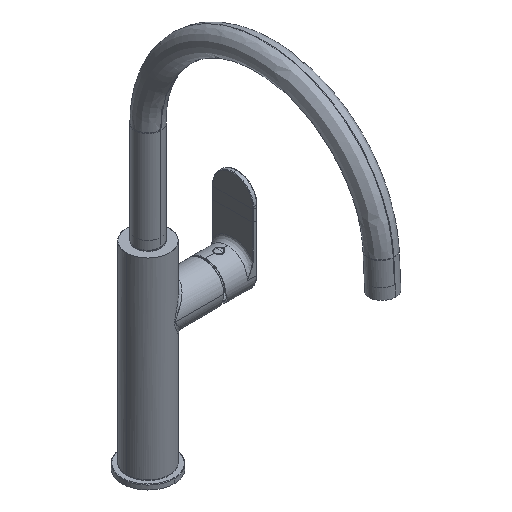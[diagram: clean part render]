
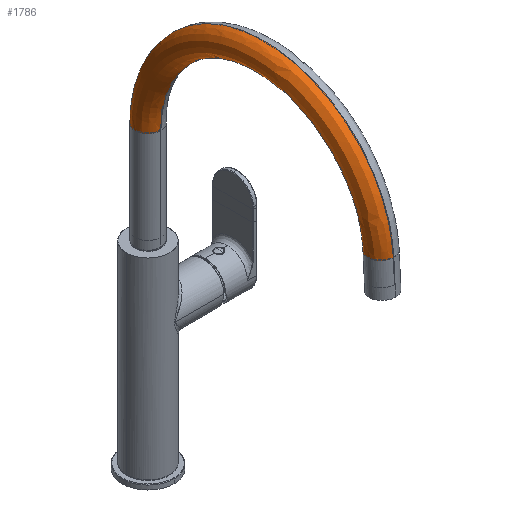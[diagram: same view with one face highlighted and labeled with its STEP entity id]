
A CAD part, isometric view. The second image highlights one B-rep face of the part: STEP entity #1786.
In plain terms, the highlighted free-form (B-spline) face has degree [2, 2] with [9, 9] control points.
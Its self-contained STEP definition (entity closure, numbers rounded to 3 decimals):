
#1786=ADVANCED_FACE('',(#4420),#38935,.T.);
#4420=FACE_OUTER_BOUND('',#7283,.T.);
#7283=EDGE_LOOP('',(#14296,#14297,#14298,#14299));
#14296=ORIENTED_EDGE('',*,*,#24473,.F.);
#14297=ORIENTED_EDGE('',*,*,#24475,.T.);
#14298=ORIENTED_EDGE('',*,*,#24474,.T.);
#14299=ORIENTED_EDGE('',*,*,#24476,.F.);
#24473=EDGE_CURVE('',#36508,#36509,#28672,.T.);
#24474=EDGE_CURVE('',#36510,#36511,#28673,.T.);
#24475=EDGE_CURVE('',#36508,#36510,#28674,.T.);
#24476=EDGE_CURVE('',#36509,#36511,#28675,.T.);
#28672=(
BOUNDED_CURVE()
B_SPLINE_CURVE(2,(#63365,#63366,#63367,#63368,#63369),.UNSPECIFIED.,.F.,
 .F.)
B_SPLINE_CURVE_WITH_KNOTS((3,2,3),(-37.699,-18.85,
0.),.UNSPECIFIED.)
CURVE()
GEOMETRIC_REPRESENTATION_ITEM()
RATIONAL_B_SPLINE_CURVE((1.,0.707,1.,0.707,1.))
REPRESENTATION_ITEM('')
);
#28673=(
BOUNDED_CURVE()
B_SPLINE_CURVE(2,(#63370,#63371,#63372,#63373,#63374),.UNSPECIFIED.,.F.,
 .F.)
B_SPLINE_CURVE_WITH_KNOTS((3,2,3),(-37.699,-18.85,
0.),.UNSPECIFIED.)
CURVE()
GEOMETRIC_REPRESENTATION_ITEM()
RATIONAL_B_SPLINE_CURVE((1.,0.707,1.,0.707,1.))
REPRESENTATION_ITEM('')
);
#28674=(
BOUNDED_CURVE()
B_SPLINE_CURVE(2,(#63375,#63376,#63377,#63378,#63379),.UNSPECIFIED.,.F.,
 .F.)
B_SPLINE_CURVE_WITH_KNOTS((3,2,3),(-300.429,-150.214,
0.),.UNSPECIFIED.)
CURVE()
GEOMETRIC_REPRESENTATION_ITEM()
RATIONAL_B_SPLINE_CURVE((1.,0.716,1.,0.716,1.))
REPRESENTATION_ITEM('')
);
#28675=(
BOUNDED_CURVE()
B_SPLINE_CURVE(2,(#63380,#63381,#63382,#63383,#63384),.UNSPECIFIED.,.F.,
 .F.)
B_SPLINE_CURVE_WITH_KNOTS((3,2,3),(343.22,511.97,680.72),
 .UNSPECIFIED.)
CURVE()
GEOMETRIC_REPRESENTATION_ITEM()
RATIONAL_B_SPLINE_CURVE((1.,0.716,1.,0.716,1.))
REPRESENTATION_ITEM('')
);
#36508=VERTEX_POINT('',#63314);
#36509=VERTEX_POINT('',#63315);
#36510=VERTEX_POINT('',#63316);
#36511=VERTEX_POINT('',#63317);
#38935=(
BOUNDED_SURFACE()
B_SPLINE_SURFACE(2,2,((#62699,#62700,#62701,#62702,#62703,#62704,#62705,
#62706,#62707),(#62708,#62709,#62710,#62711,#62712,#62713,#62714,#62715,
#62716),(#62717,#62718,#62719,#62720,#62721,#62722,#62723,#62724,#62725),
(#62726,#62727,#62728,#62729,#62730,#62731,#62732,#62733,#62734),(#62735,
#62736,#62737,#62738,#62739,#62740,#62741,#62742,#62743),(#62744,#62745,
#62746,#62747,#62748,#62749,#62750,#62751,#62752),(#62753,#62754,#62755,
#62756,#62757,#62758,#62759,#62760,#62761),(#62762,#62763,#62764,#62765,
#62766,#62767,#62768,#62769,#62770),(#62771,#62772,#62773,#62774,#62775,
#62776,#62777,#62778,#62779)),.UNSPECIFIED.,.T.,.F.,.F.)
B_SPLINE_SURFACE_WITH_KNOTS((3,2,2,2,3),(3,2,2,2,3),(0.,171.61,
343.22,514.83,686.44),(0.,18.85,
37.699,56.549,75.398),.UNSPECIFIED.)
GEOMETRIC_REPRESENTATION_ITEM()
RATIONAL_B_SPLINE_SURFACE(((1.,0.707,1.,0.707,1.,
0.707,1.,0.707,1.),(0.707,0.5,0.707,
0.5,0.707,0.5,0.707,0.5,0.707),(1.,
0.707,1.,0.707,1.,0.707,1.,0.707,
1.),(0.707,0.5,0.707,0.5,0.707,0.5,
0.707,0.5,0.707),(1.,0.707,1.,0.707,
1.,0.707,1.,0.707,1.),(0.707,0.5,0.707,
0.5,0.707,0.5,0.707,0.5,0.707),(1.,
0.707,1.,0.707,1.,0.707,1.,0.707,
1.),(0.707,0.5,0.707,0.5,0.707,0.5,
0.707,0.5,0.707),(1.,0.707,1.,0.707,
1.,0.707,1.,0.707,1.)))
REPRESENTATION_ITEM('')
SURFACE()
);
#62699=CARTESIAN_POINT('',(-230.501,95.25,0.));
#62700=CARTESIAN_POINT('',(-230.501,95.25,12.));
#62701=CARTESIAN_POINT('',(-218.501,95.25,12.));
#62702=CARTESIAN_POINT('',(-206.501,95.25,12.));
#62703=CARTESIAN_POINT('',(-206.501,95.25,0.));
#62704=CARTESIAN_POINT('',(-206.501,95.25,-12.));
#62705=CARTESIAN_POINT('',(-218.501,95.25,-12.));
#62706=CARTESIAN_POINT('',(-230.501,95.25,-12.));
#62707=CARTESIAN_POINT('',(-230.501,95.25,0.));
#62708=CARTESIAN_POINT('',(-230.501,-26.001,0.));
#62709=CARTESIAN_POINT('',(-230.501,-26.001,12.));
#62710=CARTESIAN_POINT('',(-218.501,-14.001,12.));
#62711=CARTESIAN_POINT('',(-206.501,-2.001,12.));
#62712=CARTESIAN_POINT('',(-206.501,-2.001,0.));
#62713=CARTESIAN_POINT('',(-206.501,-2.001,-12.));
#62714=CARTESIAN_POINT('',(-218.501,-14.001,-12.));
#62715=CARTESIAN_POINT('',(-230.501,-26.001,-12.));
#62716=CARTESIAN_POINT('',(-230.501,-26.001,0.));
#62717=CARTESIAN_POINT('',(-109.25,-26.001,0.));
#62718=CARTESIAN_POINT('',(-109.25,-26.001,12.));
#62719=CARTESIAN_POINT('',(-109.25,-14.001,12.));
#62720=CARTESIAN_POINT('',(-109.25,-2.001,12.));
#62721=CARTESIAN_POINT('',(-109.25,-2.001,0.));
#62722=CARTESIAN_POINT('',(-109.25,-2.001,-12.));
#62723=CARTESIAN_POINT('',(-109.25,-14.001,-12.));
#62724=CARTESIAN_POINT('',(-109.25,-26.001,-12.));
#62725=CARTESIAN_POINT('',(-109.25,-26.001,0.));
#62726=CARTESIAN_POINT('',(12.,-26.001,0.));
#62727=CARTESIAN_POINT('',(12.,-26.001,12.));
#62728=CARTESIAN_POINT('',(0.,-14.001,12.));
#62729=CARTESIAN_POINT('',(-12.,-2.001,12.));
#62730=CARTESIAN_POINT('',(-12.,-2.001,0.));
#62731=CARTESIAN_POINT('',(-12.,-2.001,-12.));
#62732=CARTESIAN_POINT('',(0.,-14.001,-12.));
#62733=CARTESIAN_POINT('',(12.,-26.001,-12.));
#62734=CARTESIAN_POINT('',(12.,-26.001,0.));
#62735=CARTESIAN_POINT('',(12.,95.25,0.));
#62736=CARTESIAN_POINT('',(12.,95.25,12.));
#62737=CARTESIAN_POINT('',(0.,95.25,12.));
#62738=CARTESIAN_POINT('',(-12.,95.25,12.));
#62739=CARTESIAN_POINT('',(-12.,95.25,0.));
#62740=CARTESIAN_POINT('',(-12.,95.25,-12.));
#62741=CARTESIAN_POINT('',(0.,95.25,-12.));
#62742=CARTESIAN_POINT('',(12.,95.25,-12.));
#62743=CARTESIAN_POINT('',(12.,95.25,0.));
#62744=CARTESIAN_POINT('',(12.,216.5,0.));
#62745=CARTESIAN_POINT('',(12.,216.5,12.));
#62746=CARTESIAN_POINT('',(0.,204.5,12.));
#62747=CARTESIAN_POINT('',(-12.,192.5,12.));
#62748=CARTESIAN_POINT('',(-12.,192.5,0.));
#62749=CARTESIAN_POINT('',(-12.,192.5,-12.));
#62750=CARTESIAN_POINT('',(0.,204.5,-12.));
#62751=CARTESIAN_POINT('',(12.,216.5,-12.));
#62752=CARTESIAN_POINT('',(12.,216.5,0.));
#62753=CARTESIAN_POINT('',(-109.25,216.5,0.));
#62754=CARTESIAN_POINT('',(-109.25,216.5,12.));
#62755=CARTESIAN_POINT('',(-109.25,204.5,12.));
#62756=CARTESIAN_POINT('',(-109.25,192.5,12.));
#62757=CARTESIAN_POINT('',(-109.25,192.5,0.));
#62758=CARTESIAN_POINT('',(-109.25,192.5,-12.));
#62759=CARTESIAN_POINT('',(-109.25,204.5,-12.));
#62760=CARTESIAN_POINT('',(-109.25,216.5,-12.));
#62761=CARTESIAN_POINT('',(-109.25,216.5,0.));
#62762=CARTESIAN_POINT('',(-230.501,216.5,0.));
#62763=CARTESIAN_POINT('',(-230.501,216.5,12.));
#62764=CARTESIAN_POINT('',(-218.501,204.5,12.));
#62765=CARTESIAN_POINT('',(-206.501,192.5,12.));
#62766=CARTESIAN_POINT('',(-206.501,192.5,0.));
#62767=CARTESIAN_POINT('',(-206.501,192.5,-12.));
#62768=CARTESIAN_POINT('',(-218.501,204.5,-12.));
#62769=CARTESIAN_POINT('',(-230.501,216.5,-12.));
#62770=CARTESIAN_POINT('',(-230.501,216.5,0.));
#62771=CARTESIAN_POINT('',(-230.501,95.25,0.));
#62772=CARTESIAN_POINT('',(-230.501,95.25,12.));
#62773=CARTESIAN_POINT('',(-218.501,95.25,12.));
#62774=CARTESIAN_POINT('',(-206.501,95.25,12.));
#62775=CARTESIAN_POINT('',(-206.501,95.25,0.));
#62776=CARTESIAN_POINT('',(-206.501,95.25,-12.));
#62777=CARTESIAN_POINT('',(-218.501,95.25,-12.));
#62778=CARTESIAN_POINT('',(-230.501,95.25,-12.));
#62779=CARTESIAN_POINT('',(-230.501,95.25,0.));
#63314=CARTESIAN_POINT('',(-12.,95.25,0.));
#63315=CARTESIAN_POINT('',(12.,95.25,0.));
#63316=CARTESIAN_POINT('',(-206.367,100.339,0.));
#63317=CARTESIAN_POINT('',(-230.334,101.595,0.));
#63365=CARTESIAN_POINT('',(-12.,95.25,0.));
#63366=CARTESIAN_POINT('',(-12.,95.25,-12.));
#63367=CARTESIAN_POINT('',(0.,95.25,-12.));
#63368=CARTESIAN_POINT('',(12.,95.25,-12.));
#63369=CARTESIAN_POINT('',(12.,95.25,0.));
#63370=CARTESIAN_POINT('',(-206.367,100.339,0.));
#63371=CARTESIAN_POINT('',(-206.367,100.339,-12.));
#63372=CARTESIAN_POINT('',(-218.351,100.967,-12.));
#63373=CARTESIAN_POINT('',(-230.334,101.595,-12.));
#63374=CARTESIAN_POINT('',(-230.334,101.595,0.));
#63375=CARTESIAN_POINT('',(-12.,95.25,0.));
#63376=CARTESIAN_POINT('',(-12.,189.987,0.));
#63377=CARTESIAN_POINT('',(-106.705,192.467,0.));
#63378=CARTESIAN_POINT('',(-201.409,194.947,0.));
#63379=CARTESIAN_POINT('',(-206.367,100.339,0.));
#63380=CARTESIAN_POINT('',(12.,95.25,0.));
#63381=CARTESIAN_POINT('',(12.,213.367,0.));
#63382=CARTESIAN_POINT('',(-106.076,216.458,0.));
#63383=CARTESIAN_POINT('',(-224.153,219.55,0.));
#63384=CARTESIAN_POINT('',(-230.334,101.595,0.));
